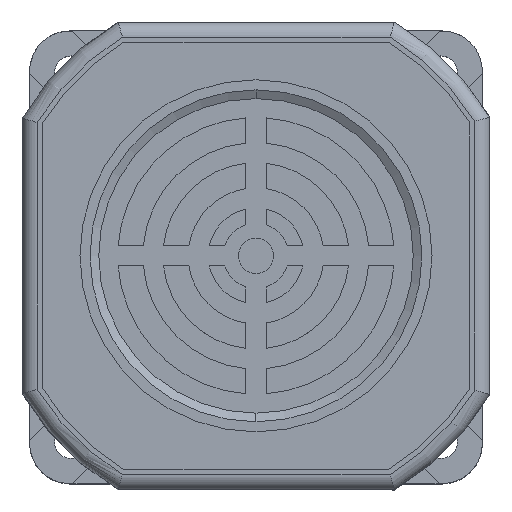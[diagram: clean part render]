
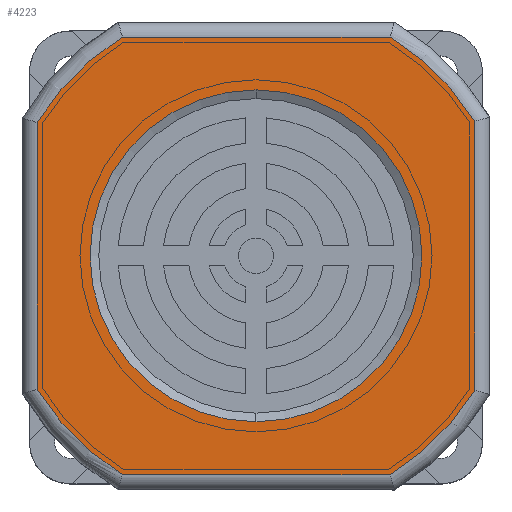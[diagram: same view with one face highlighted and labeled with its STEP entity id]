
A CAD part, top view. The second image highlights one B-rep face of the part: STEP entity #4223.
In plain terms, the highlighted face is planar.
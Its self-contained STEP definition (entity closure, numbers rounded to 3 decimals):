
#356 = DIRECTION ( 'NONE',  ( 0., 0., 1. ) ) ;
#359 = DIRECTION ( 'NONE',  ( 0., -1., 0. ) ) ;
#381 = CARTESIAN_POINT ( 'NONE',  ( 0.05, 0., 0. ) ) ;
#1128 = ORIENTED_EDGE ( 'NONE', *, *, #12147, .T. ) ;
#1176 = ORIENTED_EDGE ( 'NONE', *, *, #12243, .T. ) ;
#1194 = ORIENTED_EDGE ( 'NONE', *, *, #12210, .T. ) ;
#1476 = ORIENTED_EDGE ( 'NONE', *, *, #12268, .T. ) ;
#1547 = ORIENTED_EDGE ( 'NONE', *, *, #12388, .T. ) ;
#1608 = ORIENTED_EDGE ( 'NONE', *, *, #12530, .T. ) ;
#1629 = CIRCLE ( 'NONE', #15102, 33. ) ;
#1718 = ORIENTED_EDGE ( 'NONE', *, *, #12699, .T. ) ;
#1803 = ORIENTED_EDGE ( 'NONE', *, *, #12947, .T. ) ;
#1921 = ORIENTED_EDGE ( 'NONE', *, *, #12974, .F. ) ;
#1973 = AXIS2_PLACEMENT_3D ( 'NONE', #5852, #5657, #5615 ) ;
#2132 = ORIENTED_EDGE ( 'NONE', *, *, #10748, .F. ) ;
#2421 = CARTESIAN_POINT ( 'NONE',  ( 0., 0., 33. ) ) ;
#2505 = EDGE_LOOP ( 'NONE', ( #1128, #1176, #1194, #1476, #1547, #1608, #1718, #1803 ) ) ;
#2533 = CARTESIAN_POINT ( 'NONE',  ( 0.05, 0., 0. ) ) ;
#2547 = DIRECTION ( 'NONE',  ( 0., -1., 0. ) ) ;
#2564 = CARTESIAN_POINT ( 'NONE',  ( 43.5, 0., 0. ) ) ;
#2614 = DIRECTION ( 'NONE',  ( 0., 0., 1. ) ) ;
#2701 = FACE_BOUND ( 'NONE', #5956, .T. ) ;
#2717 = FACE_OUTER_BOUND ( 'NONE', #2505, .T. ) ;
#2729 = DIRECTION ( 'NONE',  ( 0., 0., 1. ) ) ;
#2872 = CARTESIAN_POINT ( 'NONE',  ( -43.5, 0., -26.54 ) ) ;
#3513 = VERTEX_POINT ( 'NONE', #12771 ) ;
#3917 = DIRECTION ( 'NONE',  ( 0., 0., 1. ) ) ;
#3936 = DIRECTION ( 'NONE',  ( 0., -1., 0. ) ) ;
#3953 = CARTESIAN_POINT ( 'NONE',  ( 0.05, 0., 0. ) ) ;
#3998 = DIRECTION ( 'NONE',  ( 0., 0., 1. ) ) ;
#3999 = DIRECTION ( 'NONE',  ( 0., -1., 0. ) ) ;
#4028 = CARTESIAN_POINT ( 'NONE',  ( 0.05, 0., 0. ) ) ;
#4223 = ADVANCED_FACE ( 'NONE', ( #2717, #2701 ), #5879, .F. ) ;
#4343 = DIRECTION ( 'NONE',  ( 1., 0., 0. ) ) ;
#4346 = CARTESIAN_POINT ( 'NONE',  ( 0.05, 0., -43.5 ) ) ;
#4676 = CARTESIAN_POINT ( 'NONE',  ( 0., 0., -33. ) ) ;
#5430 = CARTESIAN_POINT ( 'NONE',  ( -43.5, 0., 0. ) ) ;
#5451 = VERTEX_POINT ( 'NONE', #2421 ) ;
#5553 = DIRECTION ( 'NONE',  ( 0., 0., -1. ) ) ;
#5615 = DIRECTION ( 'NONE',  ( 0., 0., 1. ) ) ;
#5657 = DIRECTION ( 'NONE',  ( 0., 1., 0. ) ) ;
#5852 = CARTESIAN_POINT ( 'NONE',  ( 0.05, 0., 0. ) ) ;
#5879 = PLANE ( 'NONE',  #1973 ) ;
#5956 = EDGE_LOOP ( 'NONE', ( #1921, #2132 ) ) ;
#6307 = CIRCLE ( 'NONE', #12284, 33. ) ;
#6355 = VERTEX_POINT ( 'NONE', #4676 ) ;
#6420 = CIRCLE ( 'NONE', #12310, 51. ) ;
#7099 = VECTOR ( 'NONE', #14213, 1000. ) ;
#7249 = LINE ( 'NONE', #14490, #7099 ) ;
#7734 = CARTESIAN_POINT ( 'NONE',  ( -26.572, 0., 43.5 ) ) ;
#8225 = CARTESIAN_POINT ( 'NONE',  ( -43.5, 0., 26.54 ) ) ;
#8958 = VERTEX_POINT ( 'NONE', #14288 ) ;
#9001 = VERTEX_POINT ( 'NONE', #13094 ) ;
#9050 = VERTEX_POINT ( 'NONE', #10735 ) ;
#9090 = VERTEX_POINT ( 'NONE', #9280 ) ;
#9159 = VERTEX_POINT ( 'NONE', #7734 ) ;
#9280 = CARTESIAN_POINT ( 'NONE',  ( 26.673, 0., 43.5 ) ) ;
#10735 = CARTESIAN_POINT ( 'NONE',  ( 43.5, 0., 26.705 ) ) ;
#10748 = EDGE_CURVE ( 'NONE', #5451, #6355, #1629, .T. ) ;
#10992 = VERTEX_POINT ( 'NONE', #8225 ) ;
#11308 = CIRCLE ( 'NONE', #12624, 51. ) ;
#12147 = EDGE_CURVE ( 'NONE', #10992, #12359, #16616, .T. ) ;
#12210 = EDGE_CURVE ( 'NONE', #3513, #8958, #15660, .T. ) ;
#12243 = EDGE_CURVE ( 'NONE', #12359, #3513, #15698, .T. ) ;
#12268 = EDGE_CURVE ( 'NONE', #8958, #9001, #15470, .T. ) ;
#12284 = AXIS2_PLACEMENT_3D ( 'NONE', #19078, #19057, #19053 ) ;
#12310 = AXIS2_PLACEMENT_3D ( 'NONE', #2533, #2547, #2614 ) ;
#12359 = VERTEX_POINT ( 'NONE', #2872 ) ;
#12388 = EDGE_CURVE ( 'NONE', #9001, #9050, #14933, .T. ) ;
#12530 = EDGE_CURVE ( 'NONE', #9050, #9090, #11308, .T. ) ;
#12624 = AXIS2_PLACEMENT_3D ( 'NONE', #381, #359, #356 ) ;
#12699 = EDGE_CURVE ( 'NONE', #9090, #9159, #7249, .T. ) ;
#12771 = CARTESIAN_POINT ( 'NONE',  ( -26.572, 0., -43.5 ) ) ;
#12869 = AXIS2_PLACEMENT_3D ( 'NONE', #3953, #3936, #3917 ) ;
#12893 = AXIS2_PLACEMENT_3D ( 'NONE', #4028, #3999, #3998 ) ;
#12947 = EDGE_CURVE ( 'NONE', #9159, #10992, #6420, .T. ) ;
#12974 = EDGE_CURVE ( 'NONE', #6355, #5451, #6307, .T. ) ;
#13094 = CARTESIAN_POINT ( 'NONE',  ( 43.5, 0., -26.705 ) ) ;
#14213 = DIRECTION ( 'NONE',  ( -1., 0., 0. ) ) ;
#14288 = CARTESIAN_POINT ( 'NONE',  ( 26.673, 0., -43.5 ) ) ;
#14490 = CARTESIAN_POINT ( 'NONE',  ( 0.05, 0., 43.5 ) ) ;
#14735 = VECTOR ( 'NONE', #2729, 1000. ) ;
#14933 = LINE ( 'NONE', #2564, #14735 ) ;
#15102 = AXIS2_PLACEMENT_3D ( 'NONE', #18677, #18640, #18565 ) ;
#15470 = CIRCLE ( 'NONE', #12869, 51. ) ;
#15660 = LINE ( 'NONE', #4346, #15754 ) ;
#15698 = CIRCLE ( 'NONE', #12893, 51. ) ;
#15754 = VECTOR ( 'NONE', #4343, 1000. ) ;
#16540 = VECTOR ( 'NONE', #5553, 1000. ) ;
#16616 = LINE ( 'NONE', #5430, #16540 ) ;
#18565 = DIRECTION ( 'NONE',  ( 0., 0., -1. ) ) ;
#18640 = DIRECTION ( 'NONE',  ( 0., -1., 0. ) ) ;
#18677 = CARTESIAN_POINT ( 'NONE',  ( 0., 0., 0. ) ) ;
#19053 = DIRECTION ( 'NONE',  ( 0., 0., -1. ) ) ;
#19057 = DIRECTION ( 'NONE',  ( 0., -1., 0. ) ) ;
#19078 = CARTESIAN_POINT ( 'NONE',  ( 0., 0., 0. ) ) ;
